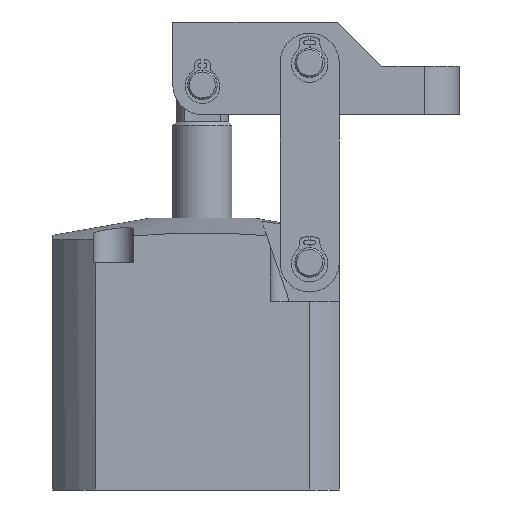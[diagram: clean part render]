
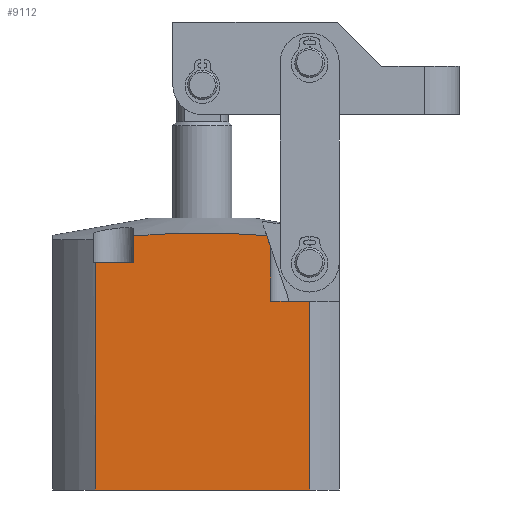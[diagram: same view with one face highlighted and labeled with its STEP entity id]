
A CAD part, front view. The second image highlights one B-rep face of the part: STEP entity #9112.
In plain terms, the highlighted planar face has unit normal (0, -1, 0).
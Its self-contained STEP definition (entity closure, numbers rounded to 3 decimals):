
#187 = ORIENTED_EDGE ( 'NONE', *, *, #3438, .F. ) ;
#281 = VERTEX_POINT ( 'NONE', #9835 ) ;
#304 = VERTEX_POINT ( 'NONE', #9826 ) ;
#727 = VECTOR ( 'NONE', #3264, 1000. ) ;
#1394 = B_SPLINE_CURVE_WITH_KNOTS ( 'NONE', 3,
 ( #3258, #3267, #3219, #3218, #3217, #3214, #3208, #3211, #3207, #3239 ),
 .UNSPECIFIED., .F., .F.,
 ( 4, 2, 2, 2, 4 ),
 ( 0.111, 0.12, 0.129, 0.138, 0.147 ),
 .UNSPECIFIED. ) ;
#1430 = VECTOR ( 'NONE', #3298, 1000. ) ;
#1432 = LINE ( 'NONE', #3302, #1430 ) ;
#1433 = VECTOR ( 'NONE', #3310, 1000. ) ;
#1441 = LINE ( 'NONE', #3247, #727 ) ;
#1615 = EDGE_LOOP ( 'NONE', ( #5668, #6405, #6277, #5690, #6411, #5617, #6338, #187, #6147 ) ) ;
#1642 = LINE ( 'NONE', #3387, #1645 ) ;
#1643 = LINE ( 'NONE', #3323, #1433 ) ;
#1644 = VECTOR ( 'NONE', #3376, 1000. ) ;
#1645 = VECTOR ( 'NONE', #3269, 1000. ) ;
#1646 = LINE ( 'NONE', #3315, #1644 ) ;
#1704 = VECTOR ( 'NONE', #3268, 1000. ) ;
#1722 = LINE ( 'NONE', #3286, #1732 ) ;
#1732 = VECTOR ( 'NONE', #3272, 1000. ) ;
#2184 = DIRECTION ( 'NONE',  ( 0., 0., 1. ) ) ;
#2185 = DIRECTION ( 'NONE',  ( 0., 1., 0. ) ) ;
#2212 = PLANE ( 'NONE',  #4515 ) ;
#2213 = CARTESIAN_POINT ( 'NONE',  ( 0., -37., 27. ) ) ;
#2712 = VERTEX_POINT ( 'NONE', #9605 ) ;
#2763 = VERTEX_POINT ( 'NONE', #9603 ) ;
#2784 = VERTEX_POINT ( 'NONE', #9585 ) ;
#3207 = CARTESIAN_POINT ( 'NONE',  ( -15.51, -37., 22.41 ) ) ;
#3208 = CARTESIAN_POINT ( 'NONE',  ( -6.538, -37., 22.863 ) ) ;
#3211 = CARTESIAN_POINT ( 'NONE',  ( -12.519, -37., 22.6 ) ) ;
#3214 = CARTESIAN_POINT ( 'NONE',  ( -3.548, -37., 22.936 ) ) ;
#3217 = CARTESIAN_POINT ( 'NONE',  ( 2.433, -37., 22.952 ) ) ;
#3218 = CARTESIAN_POINT ( 'NONE',  ( 5.423, -37., 22.895 ) ) ;
#3219 = CARTESIAN_POINT ( 'NONE',  ( 11.404, -37., 22.661 ) ) ;
#3239 = CARTESIAN_POINT ( 'NONE',  ( -18.5, -37., 22.174 ) ) ;
#3247 = CARTESIAN_POINT ( 'NONE',  ( 18.5, -37., 4.5 ) ) ;
#3258 = CARTESIAN_POINT ( 'NONE',  ( 17.385, -37., 22.26 ) ) ;
#3264 = DIRECTION ( 'NONE',  ( 0., 0., 1. ) ) ;
#3267 = CARTESIAN_POINT ( 'NONE',  ( 14.394, -37., 22.484 ) ) ;
#3268 = DIRECTION ( 'NONE',  ( 0., 0., 1. ) ) ;
#3269 = DIRECTION ( 'NONE',  ( 0.326, 0., -0.946 ) ) ;
#3271 = CARTESIAN_POINT ( 'NONE',  ( -18.5, -37., 15. ) ) ;
#3272 = DIRECTION ( 'NONE',  ( 1., 0., 0. ) ) ;
#3286 = CARTESIAN_POINT ( 'NONE',  ( -29.5, -37., 15. ) ) ;
#3288 = CARTESIAN_POINT ( 'NONE',  ( -28.983, -37., 27. ) ) ;
#3297 = DIRECTION ( 'NONE',  ( 0., 0., -1. ) ) ;
#3298 = DIRECTION ( 'NONE',  ( -1., 0., 0. ) ) ;
#3302 = CARTESIAN_POINT ( 'NONE',  ( 28.983, -37., -46.5 ) ) ;
#3310 = DIRECTION ( 'NONE',  ( 0., 0., -1. ) ) ;
#3315 = CARTESIAN_POINT ( 'NONE',  ( 0., -37., 4.5 ) ) ;
#3323 = CARTESIAN_POINT ( 'NONE',  ( 28.983, -37., 27. ) ) ;
#3376 = DIRECTION ( 'NONE',  ( -1., 0., 0. ) ) ;
#3387 = CARTESIAN_POINT ( 'NONE',  ( 15.753, -37., 27. ) ) ;
#3437 = EDGE_CURVE ( 'NONE', #7446, #7478, #1646, .T. ) ;
#3438 = EDGE_CURVE ( 'NONE', #7446, #2763, #1643, .T. ) ;
#3439 = EDGE_CURVE ( 'NONE', #2763, #304, #1432, .T. ) ;
#3440 = EDGE_CURVE ( 'NONE', #2784, #304, #6528, .T. ) ;
#3441 = EDGE_CURVE ( 'NONE', #2784, #2712, #1722, .T. ) ;
#3442 = EDGE_CURVE ( 'NONE', #2712, #7387, #7542, .T. ) ;
#3443 = EDGE_CURVE ( 'NONE', #7453, #281, #1642, .T. ) ;
#3444 = EDGE_CURVE ( 'NONE', #7478, #281, #1441, .T. ) ;
#3447 = EDGE_CURVE ( 'NONE', #7453, #7387, #1394, .T. ) ;
#4515 = AXIS2_PLACEMENT_3D ( 'NONE', #2213, #2185, #2184 ) ;
#4911 = CARTESIAN_POINT ( 'NONE',  ( 18.5, -37., 4.5 ) ) ;
#4958 = CARTESIAN_POINT ( 'NONE',  ( 17.385, -37., 22.26 ) ) ;
#4977 = CARTESIAN_POINT ( 'NONE',  ( 28.983, -37., 4.5 ) ) ;
#5039 = CARTESIAN_POINT ( 'NONE',  ( -18.5, -37., 22.174 ) ) ;
#5617 = ORIENTED_EDGE ( 'NONE', *, *, #3440, .T. ) ;
#5668 = ORIENTED_EDGE ( 'NONE', *, *, #3444, .T. ) ;
#5690 = ORIENTED_EDGE ( 'NONE', *, *, #3442, .F. ) ;
#5941 = FACE_OUTER_BOUND ( 'NONE', #1615, .T. ) ;
#6147 = ORIENTED_EDGE ( 'NONE', *, *, #3437, .T. ) ;
#6277 = ORIENTED_EDGE ( 'NONE', *, *, #3447, .T. ) ;
#6338 = ORIENTED_EDGE ( 'NONE', *, *, #3439, .F. ) ;
#6405 = ORIENTED_EDGE ( 'NONE', *, *, #3443, .F. ) ;
#6411 = ORIENTED_EDGE ( 'NONE', *, *, #3441, .F. ) ;
#6514 = VECTOR ( 'NONE', #3297, 1000. ) ;
#6528 = LINE ( 'NONE', #3288, #6514 ) ;
#7387 = VERTEX_POINT ( 'NONE', #5039 ) ;
#7446 = VERTEX_POINT ( 'NONE', #4977 ) ;
#7453 = VERTEX_POINT ( 'NONE', #4958 ) ;
#7478 = VERTEX_POINT ( 'NONE', #4911 ) ;
#7542 = LINE ( 'NONE', #3271, #1704 ) ;
#9112 = ADVANCED_FACE ( 'NONE', ( #5941 ), #2212, .F. ) ;
#9585 = CARTESIAN_POINT ( 'NONE',  ( -28.983, -37., 15. ) ) ;
#9603 = CARTESIAN_POINT ( 'NONE',  ( 28.983, -37., -46.5 ) ) ;
#9605 = CARTESIAN_POINT ( 'NONE',  ( -18.5, -37., 15. ) ) ;
#9826 = CARTESIAN_POINT ( 'NONE',  ( -28.983, -37., -46.5 ) ) ;
#9835 = CARTESIAN_POINT ( 'NONE',  ( 18.5, -37., 19.021 ) ) ;
